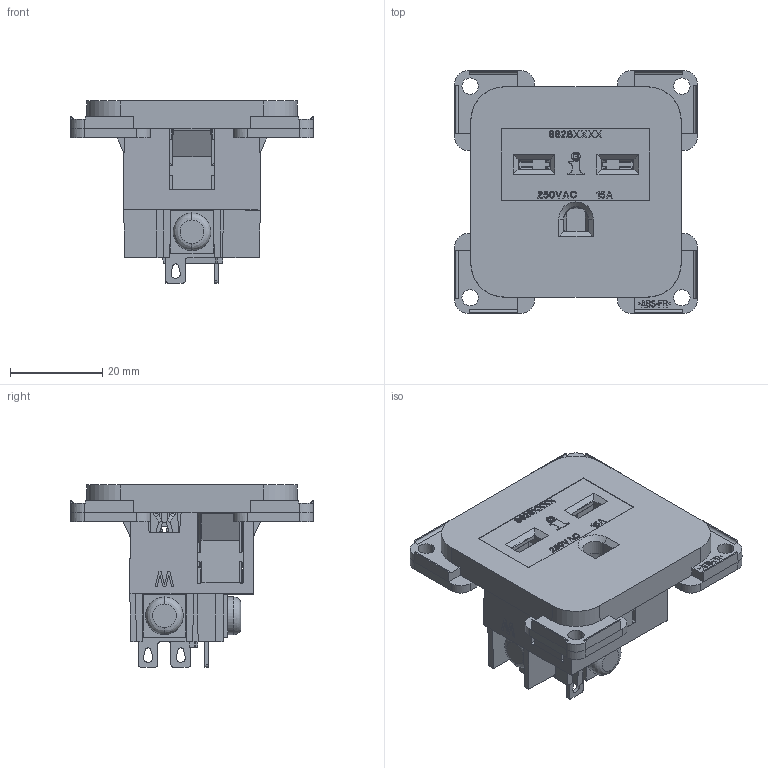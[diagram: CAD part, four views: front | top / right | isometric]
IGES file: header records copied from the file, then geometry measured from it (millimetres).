
Start section: Elysium IGES Interface
Global section: file name: 202H88284100_R1_NEMA_6-15_Screw-Mount_Solder_All-Screws_3-25-14.igs; native system: SolidDesigner 14.50  18-Oct-2006; preprocessor: OneSpace IGES_3D V2.2; author: Unknown; organization: Unknown; date: 20140325.142255; units: millimetre
Bounding box: 52.8 x 52.8 x 39.59 mm (x, y, z)
Volume: 17445.7 mm3; surface area: 24630.7 mm2
Topology: 12 solids, 12 shells, 3186 faces, 9065 edges, 5999 vertices
Faces by surface type: bspline 3186
